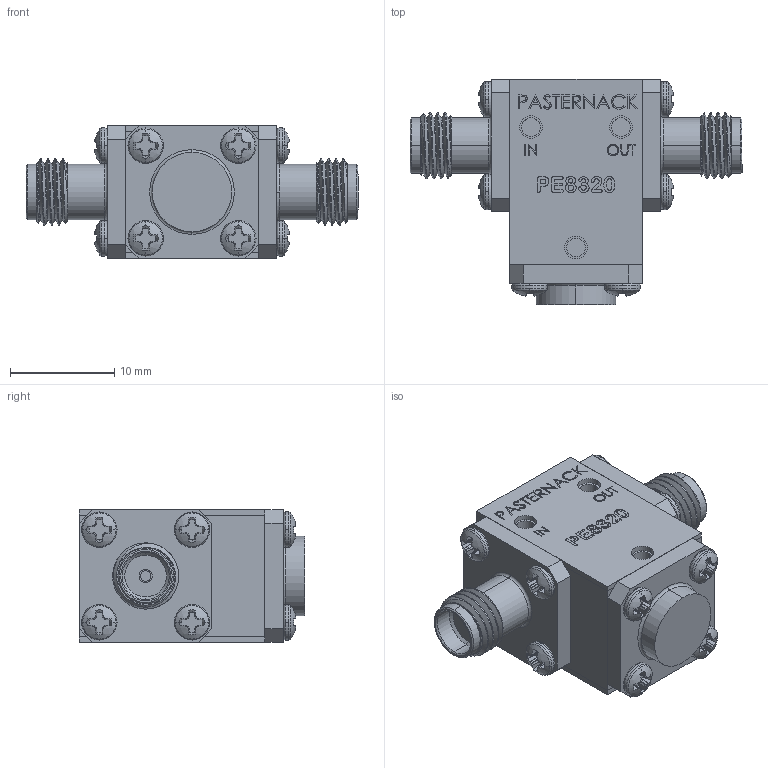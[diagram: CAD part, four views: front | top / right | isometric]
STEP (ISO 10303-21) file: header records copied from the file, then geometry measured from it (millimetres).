
FILE_DESCRIPTION (( 'STEP AP214' ), '1' );
FILE_NAME ('PE8320.STEP', '2018-01-05T18:58:47', ( '' ), ( '' ), 'SwSTEP 2.0', 'SolidWorks 2017', '' );
FILE_SCHEMA (( 'AUTOMOTIVE_DESIGN' ));
Length unit declared in the file: inch
Products named in the file (1): PE8320
Bounding box: 31.85 x 21.59 x 12.7 mm (x, y, z)
Volume: 4050.5 mm3; surface area: 3687.2 mm2
Topology: 14 solids, 14 shells, 1263 faces, 3406 edges, 2250 vertices
Faces by surface type: plane 468, cylinder 462, bspline 159, cone 96, torus 54, sphere 24
Entity records: 66556 total; most frequent: CARTESIAN_POINT 33095, ORIENTED_EDGE 6812, DIRECTION 5354, EDGE_CURVE 3406, VERTEX_POINT 2250, AXIS2_PLACEMENT_3D 1955, VECTOR 1444, LINE 1444
